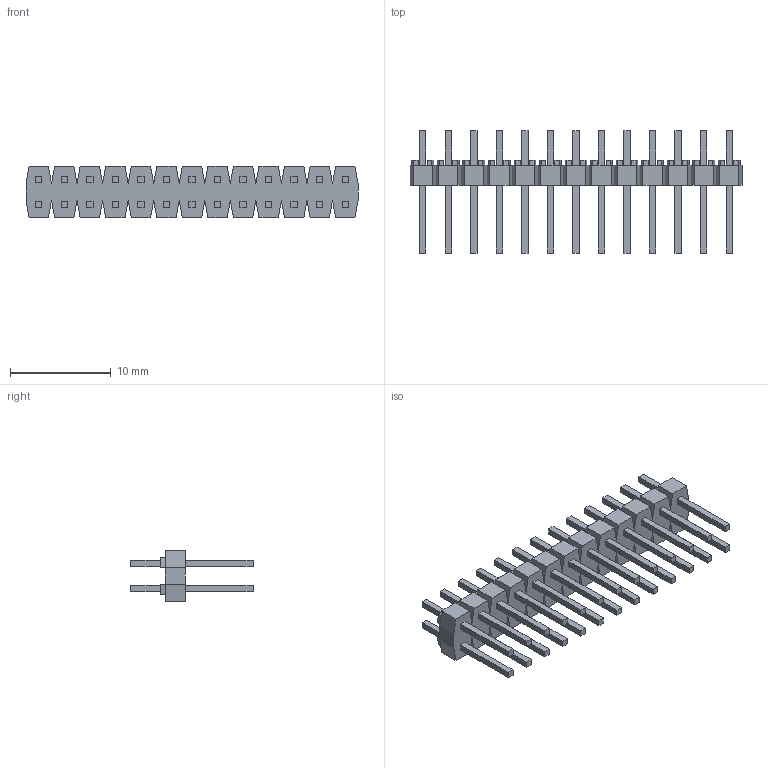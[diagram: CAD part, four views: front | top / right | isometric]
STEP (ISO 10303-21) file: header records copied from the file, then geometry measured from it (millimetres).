
FILE_DESCRIPTION(('STEP AP214'),'1');
FILE_NAME(' ',' ',('TraceParts'),('TraceParts S.A.'),'XStep 1.0',' ',' ');
FILE_SCHEMA(('automotive_design'));
Length unit declared in the file: millimetre
Products named in the file (53): 901310133
Bounding box: 33.02 x 12.15 x 5.08 mm (x, y, z)
Volume: 428.4 mm3; surface area: 1349.2 mm2
Topology: 1 solids, 1 shells, 602 faces, 1540 edges, 1096 vertices
Faces by surface type: plane 602
Entity records: 18799 total; most frequent: CARTESIAN_POINT 3291, ORIENTED_EDGE 2976, DIRECTION 2902, EDGE_CURVE 1488, LINE 1488, VECTOR 1488, VERTEX_POINT 992, AXIS2_PLACEMENT_3D 707
